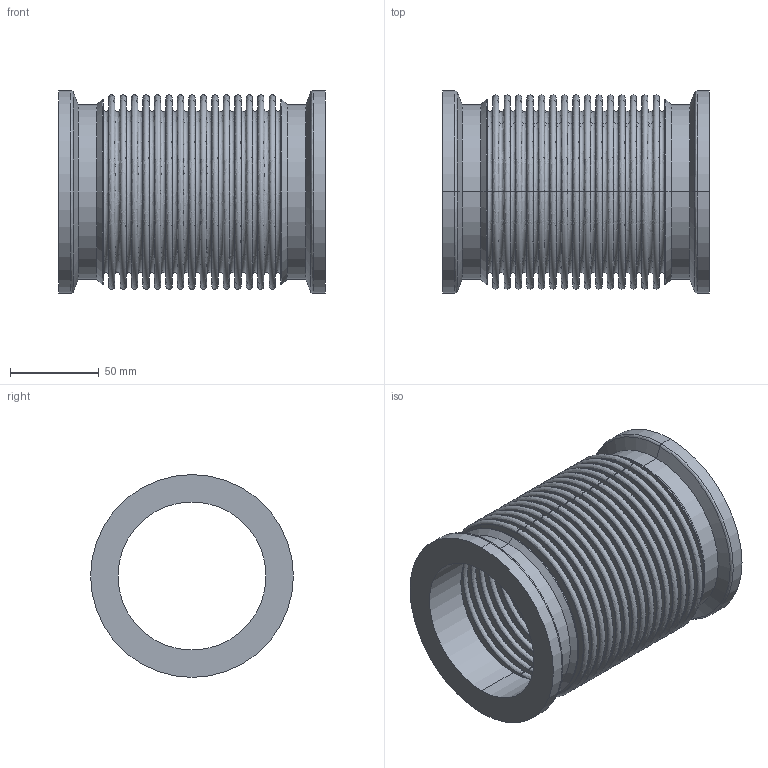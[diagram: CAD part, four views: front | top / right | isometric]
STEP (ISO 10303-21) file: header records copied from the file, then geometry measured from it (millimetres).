
FILE_DESCRIPTION( (''), '2;1');
FILE_NAME ('CAD714.2132.KF80_17264.stp','2017-01-24T16:00:10',(''),(''),'spGate 12.6.6','','');
FILE_SCHEMA (('AUTOMOTIVE_DESIGN'));
Length unit declared in the file: millimetre
Products named in the file (4): Assembly; KF80-1; KF80-2; KF80-2_mr
Assembly tree (3 placements, depth 2):
  Assembly
    KF80-1
    KF80-2
    KF80-2_mr
Bounding box: 150 x 114 x 114 mm (x, y, z)
Volume: 175935.5 mm3; surface area: 271443.2 mm2
Topology: 3 solids, 3 shells, 224 faces, 448 edges, 292 vertices
Faces by surface type: bspline 136, plane 68, cylinder 20
Entity records: 12944 total; most frequent: CARTESIAN_POINT 4832, ORIENTED_EDGE 896, DIRECTION 776, COLOUR_RGB 675, PRESENTATION_STYLE_ASSIGNMENT 675, STYLED_ITEM 675, EDGE_CURVE 448, DRAUGHTING_PRE_DEFINED_CURVE_FONT 448
